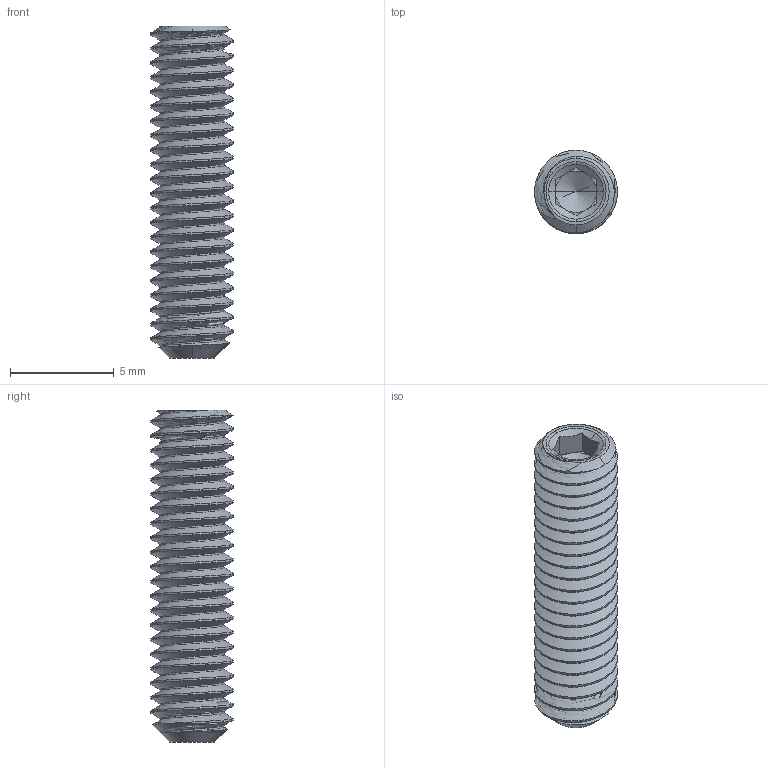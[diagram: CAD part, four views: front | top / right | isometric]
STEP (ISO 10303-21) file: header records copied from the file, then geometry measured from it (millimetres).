
FILE_DESCRIPTION (( 'STEP AP203' ), '1' );
FILE_NAME ('92015A116.step', '2013-07-12T16:58:42', ( 'Admin' ), ( 'Microsoft' ), 'SwSTEP 2.0', 'SolidWorks 2012', '' );
FILE_SCHEMA (( 'CONFIG_CONTROL_DESIGN' ));
Length unit declared in the file: millimetre
Products named in the file (1): 92015A116
Bounding box: 4 x 4 x 16 mm (x, y, z)
Volume: 150.2 mm3; surface area: 327.9 mm2
Topology: 1 solids, 1 shells, 72 faces, 203 edges, 130 vertices
Faces by surface type: cylinder 43, plane 13, cone 11, bspline 3, torus 2
Entity records: 4970 total; most frequent: CARTESIAN_POINT 3351, ORIENTED_EDGE 398, DIRECTION 252, EDGE_CURVE 199, VERTEX_POINT 130, AXIS2_PLACEMENT_3D 91, EDGE_LOOP 73, FACE_OUTER_BOUND 72
